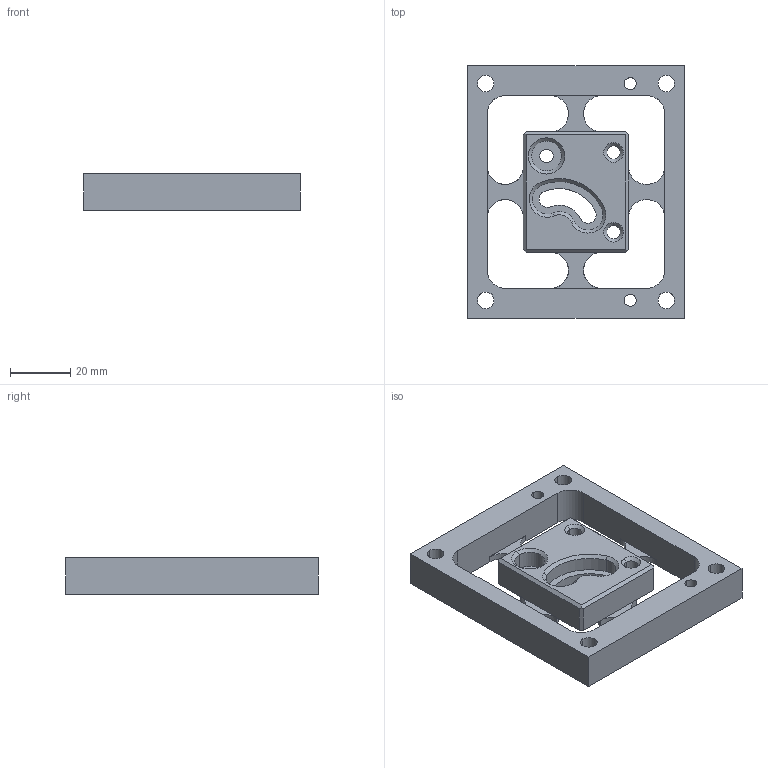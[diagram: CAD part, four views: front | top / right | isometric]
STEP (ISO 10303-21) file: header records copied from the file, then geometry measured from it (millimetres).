
FILE_DESCRIPTION( /* description */ (''), /* implementation_level */ '2;1');
FILE_NAME( /* name */ 'STP2.stp', /* time_stamp */ '2024-12-06T16:17:00+08:00', /* author */ (''), /* organization */ (''), /* preprocessor_version */ 'ST-DEVELOPER v16', /* originating_system */ 'SIEMENS PLM Software NX 10.0', /* authorisation */ '');
FILE_SCHEMA (('AP203_CONFIGURATION_CONTROLLED_3D_DESIGN_OF_MECHANICAL_PARTS_AND_ASSEMBLIES_M IM_LF { 1 0 10303 403 2 1 2}'));
Length unit declared in the file: millimetre
Products named in the file (1): win0A1CC77Cyai0
Bounding box: 72 x 84 x 12 mm (x, y, z)
Surface area: 18028.2 mm2 (no closed solid volume)
Topology: 0 solids, 114 shells, 114 faces, 656 edges, 656 vertices
Faces by surface type: plane 54, cylinder 48, cone 12
Entity records: 6758 total; most frequent: CARTESIAN_POINT 1427, DIRECTION 1110, ORIENTED_EDGE 656, VERTEX_POINT 656, EDGE_CURVE 656, LINE 432, VECTOR 432, AXIS2_PLACEMENT_3D 339
